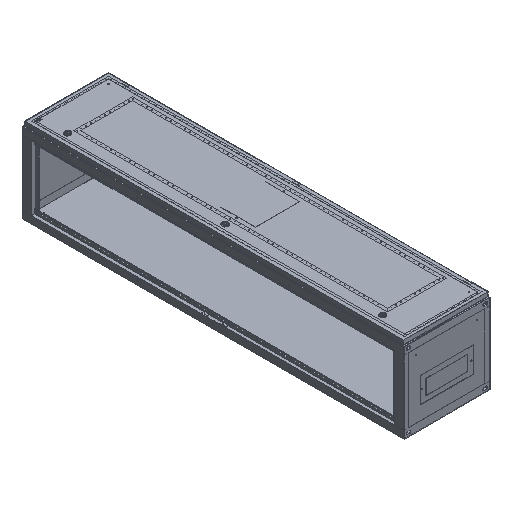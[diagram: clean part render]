
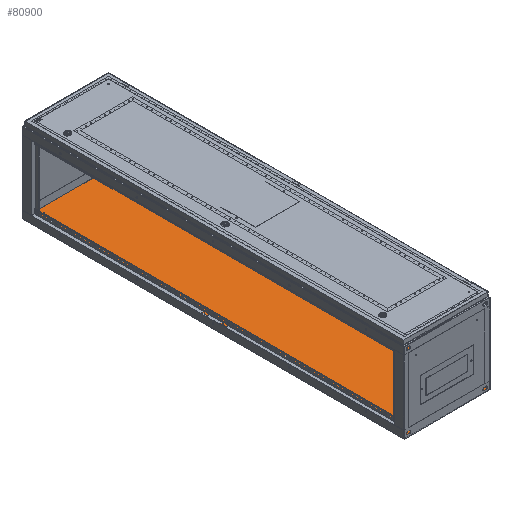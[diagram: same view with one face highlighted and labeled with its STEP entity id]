
A CAD part, isometric view. The second image highlights one B-rep face of the part: STEP entity #80900.
In plain terms, the highlighted planar face has unit normal (0, 0, 1).
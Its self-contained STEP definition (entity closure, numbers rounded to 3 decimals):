
#1653 = CARTESIAN_POINT ( 'NONE',  ( 147., 1959., -208.5 ) ) ;
#3244 = LINE ( 'NONE', #35608, #17392 ) ;
#4864 = FACE_OUTER_BOUND ( 'NONE', #101145, .T. ) ;
#5563 = VERTEX_POINT ( 'NONE', #55313 ) ;
#7971 = EDGE_CURVE ( 'NONE', #36254, #9909, #41352, .T. ) ;
#9909 = VERTEX_POINT ( 'NONE', #66321 ) ;
#10874 = DIRECTION ( 'NONE',  ( -1., 0., 0. ) ) ;
#11185 = CARTESIAN_POINT ( 'NONE',  ( -223.5, 1.5, -208.5 ) ) ;
#11344 = CIRCLE ( 'NONE', #58763, 3. ) ;
#12086 = DIRECTION ( 'NONE',  ( -1., 0., 0. ) ) ;
#13898 = DIRECTION ( 'NONE',  ( -1., 0., 0. ) ) ;
#14921 = CARTESIAN_POINT ( 'NONE',  ( -150., 1959., -208.5 ) ) ;
#15959 = CARTESIAN_POINT ( 'NONE',  ( 147., 40., -208.5 ) ) ;
#17392 = VECTOR ( 'NONE', #93926, 1000. ) ;
#17896 = ORIENTED_EDGE ( 'NONE', *, *, #7971, .F. ) ;
#19858 = CARTESIAN_POINT ( 'NONE',  ( -150., 40., -208.5 ) ) ;
#21458 = CARTESIAN_POINT ( 'NONE',  ( 223.5, 1997.5, -208.5 ) ) ;
#21499 = EDGE_LOOP ( 'NONE', ( #82557, #23540 ) ) ;
#21834 = PLANE ( 'NONE',  #68185 ) ;
#23540 = ORIENTED_EDGE ( 'NONE', *, *, #62123, .F. ) ;
#23954 = VECTOR ( 'NONE', #50916, 1000. ) ;
#24485 = AXIS2_PLACEMENT_3D ( 'NONE', #56768, #89156, #44533 ) ;
#25639 = EDGE_LOOP ( 'NONE', ( #44842, #78271 ) ) ;
#26425 = CARTESIAN_POINT ( 'NONE',  ( -223.5, 1997.5, -208.5 ) ) ;
#26950 = LINE ( 'NONE', #26425, #51571 ) ;
#27776 = CARTESIAN_POINT ( 'NONE',  ( -147., 1959., -208.5 ) ) ;
#29272 = FACE_BOUND ( 'NONE', #95816, .T. ) ;
#29567 = VERTEX_POINT ( 'NONE', #94310 ) ;
#30090 = DIRECTION ( 'NONE',  ( -1., 0., 0. ) ) ;
#30439 = VERTEX_POINT ( 'NONE', #1653 ) ;
#30547 = CARTESIAN_POINT ( 'NONE',  ( 153., 40., -208.5 ) ) ;
#34329 = CARTESIAN_POINT ( 'NONE',  ( 150., 40., -208.5 ) ) ;
#35335 = DIRECTION ( 'NONE',  ( -1., 0., 0. ) ) ;
#35608 = CARTESIAN_POINT ( 'NONE',  ( -223.5, 1997.5, -208.5 ) ) ;
#36254 = VERTEX_POINT ( 'NONE', #87441 ) ;
#36983 = CARTESIAN_POINT ( 'NONE',  ( 223.5, 1997.5, -208.5 ) ) ;
#37227 = FACE_BOUND ( 'NONE', #25639, .T. ) ;
#37943 = EDGE_CURVE ( 'NONE', #9909, #36254, #70697, .T. ) ;
#38962 = EDGE_CURVE ( 'NONE', #42368, #63487, #55361, .T. ) ;
#39892 = ORIENTED_EDGE ( 'NONE', *, *, #50487, .T. ) ;
#41352 = CIRCLE ( 'NONE', #100640, 3. ) ;
#41910 = AXIS2_PLACEMENT_3D ( 'NONE', #52267, #68202, #35335 ) ;
#42225 = AXIS2_PLACEMENT_3D ( 'NONE', #66071, #74581, #93112 ) ;
#42368 = VERTEX_POINT ( 'NONE', #27776 ) ;
#43506 = LINE ( 'NONE', #11185, #23954 ) ;
#43933 = DIRECTION ( 'NONE',  ( 1., 0., 0. ) ) ;
#44533 = DIRECTION ( 'NONE',  ( -1., 0., 0. ) ) ;
#44548 = CARTESIAN_POINT ( 'NONE',  ( -153., 1959., -208.5 ) ) ;
#44818 = CARTESIAN_POINT ( 'NONE',  ( 153., 1959., -208.5 ) ) ;
#44842 = ORIENTED_EDGE ( 'NONE', *, *, #93244, .F. ) ;
#44955 = AXIS2_PLACEMENT_3D ( 'NONE', #14921, #102960, #13898 ) ;
#46229 = DIRECTION ( 'NONE',  ( -1., 0., 0. ) ) ;
#46541 = DIRECTION ( 'NONE',  ( 0., 0., 1. ) ) ;
#47243 = CARTESIAN_POINT ( 'NONE',  ( 150., 1959., -208.5 ) ) ;
#49589 = VERTEX_POINT ( 'NONE', #92209 ) ;
#50487 = EDGE_CURVE ( 'NONE', #29567, #5563, #3244, .T. ) ;
#50916 = DIRECTION ( 'NONE',  ( 1., 0., 0. ) ) ;
#51279 = DIRECTION ( 'NONE',  ( 0., 0., 1. ) ) ;
#51571 = VECTOR ( 'NONE', #43933, 1000. ) ;
#52267 = CARTESIAN_POINT ( 'NONE',  ( -150., 1959., -208.5 ) ) ;
#53626 = FACE_BOUND ( 'NONE', #92949, .T. ) ;
#54672 = DIRECTION ( 'NONE',  ( 0., 0., 1. ) ) ;
#54679 = CARTESIAN_POINT ( 'NONE',  ( -223.5, 1997.5, -208.5 ) ) ;
#55119 = EDGE_CURVE ( 'NONE', #58500, #87191, #98089, .T. ) ;
#55313 = CARTESIAN_POINT ( 'NONE',  ( -223.5, 1.5, -208.5 ) ) ;
#55361 = CIRCLE ( 'NONE', #41910, 3. ) ;
#56768 = CARTESIAN_POINT ( 'NONE',  ( 150., 1959., -208.5 ) ) ;
#57753 = ORIENTED_EDGE ( 'NONE', *, *, #55119, .F. ) ;
#58500 = VERTEX_POINT ( 'NONE', #30547 ) ;
#58763 = AXIS2_PLACEMENT_3D ( 'NONE', #34329, #51279, #12086 ) ;
#60839 = DIRECTION ( 'NONE',  ( 0., -1., 0. ) ) ;
#62123 = EDGE_CURVE ( 'NONE', #69175, #30439, #90521, .T. ) ;
#62704 = EDGE_CURVE ( 'NONE', #103070, #49589, #87361, .T. ) ;
#63487 = VERTEX_POINT ( 'NONE', #44548 ) ;
#63537 = CIRCLE ( 'NONE', #92397, 3. ) ;
#65208 = VECTOR ( 'NONE', #60839, 1000. ) ;
#66071 = CARTESIAN_POINT ( 'NONE',  ( 150., 40., -208.5 ) ) ;
#66321 = CARTESIAN_POINT ( 'NONE',  ( -147., 40., -208.5 ) ) ;
#68185 = AXIS2_PLACEMENT_3D ( 'NONE', #54679, #77022, #92914 ) ;
#68202 = DIRECTION ( 'NONE',  ( 0., 0., 1. ) ) ;
#68811 = EDGE_CURVE ( 'NONE', #5563, #49589, #43506, .T. ) ;
#69175 = VERTEX_POINT ( 'NONE', #44818 ) ;
#70697 = CIRCLE ( 'NONE', #85949, 3. ) ;
#71298 = EDGE_CURVE ( 'NONE', #29567, #103070, #26950, .T. ) ;
#73417 = EDGE_CURVE ( 'NONE', #30439, #69175, #63537, .T. ) ;
#73619 = ORIENTED_EDGE ( 'NONE', *, *, #62704, .F. ) ;
#74581 = DIRECTION ( 'NONE',  ( 0., 0., 1. ) ) ;
#77022 = DIRECTION ( 'NONE',  ( 0., 0., -1. ) ) ;
#78271 = ORIENTED_EDGE ( 'NONE', *, *, #38962, .F. ) ;
#80900 = ADVANCED_FACE ( 'NONE', ( #4864, #37227, #101939, #29272, #53626 ), #21834, .F. ) ;
#82167 = ORIENTED_EDGE ( 'NONE', *, *, #37943, .F. ) ;
#82557 = ORIENTED_EDGE ( 'NONE', *, *, #73417, .F. ) ;
#84251 = ORIENTED_EDGE ( 'NONE', *, *, #86967, .F. ) ;
#85949 = AXIS2_PLACEMENT_3D ( 'NONE', #19858, #99941, #10874 ) ;
#86967 = EDGE_CURVE ( 'NONE', #87191, #58500, #11344, .T. ) ;
#87191 = VERTEX_POINT ( 'NONE', #15959 ) ;
#87361 = LINE ( 'NONE', #36983, #65208 ) ;
#87441 = CARTESIAN_POINT ( 'NONE',  ( -153., 40., -208.5 ) ) ;
#88827 = ORIENTED_EDGE ( 'NONE', *, *, #71298, .F. ) ;
#89156 = DIRECTION ( 'NONE',  ( 0., 0., 1. ) ) ;
#90521 = CIRCLE ( 'NONE', #24485, 3. ) ;
#90684 = CIRCLE ( 'NONE', #44955, 3. ) ;
#92209 = CARTESIAN_POINT ( 'NONE',  ( 223.5, 1.5, -208.5 ) ) ;
#92397 = AXIS2_PLACEMENT_3D ( 'NONE', #47243, #54672, #46229 ) ;
#92914 = DIRECTION ( 'NONE',  ( -1., 0., 0. ) ) ;
#92949 = EDGE_LOOP ( 'NONE', ( #17896, #82167 ) ) ;
#93112 = DIRECTION ( 'NONE',  ( -1., 0., 0. ) ) ;
#93244 = EDGE_CURVE ( 'NONE', #63487, #42368, #90684, .T. ) ;
#93926 = DIRECTION ( 'NONE',  ( 0., -1., 0. ) ) ;
#94310 = CARTESIAN_POINT ( 'NONE',  ( -223.5, 1997.5, -208.5 ) ) ;
#95816 = EDGE_LOOP ( 'NONE', ( #84251, #57753 ) ) ;
#95834 = CARTESIAN_POINT ( 'NONE',  ( -150., 40., -208.5 ) ) ;
#98089 = CIRCLE ( 'NONE', #42225, 3. ) ;
#99941 = DIRECTION ( 'NONE',  ( 0., 0., 1. ) ) ;
#100640 = AXIS2_PLACEMENT_3D ( 'NONE', #95834, #46541, #30090 ) ;
#101145 = EDGE_LOOP ( 'NONE', ( #101272, #73619, #88827, #39892 ) ) ;
#101272 = ORIENTED_EDGE ( 'NONE', *, *, #68811, .T. ) ;
#101939 = FACE_BOUND ( 'NONE', #21499, .T. ) ;
#102960 = DIRECTION ( 'NONE',  ( 0., 0., 1. ) ) ;
#103070 = VERTEX_POINT ( 'NONE', #21458 ) ;
